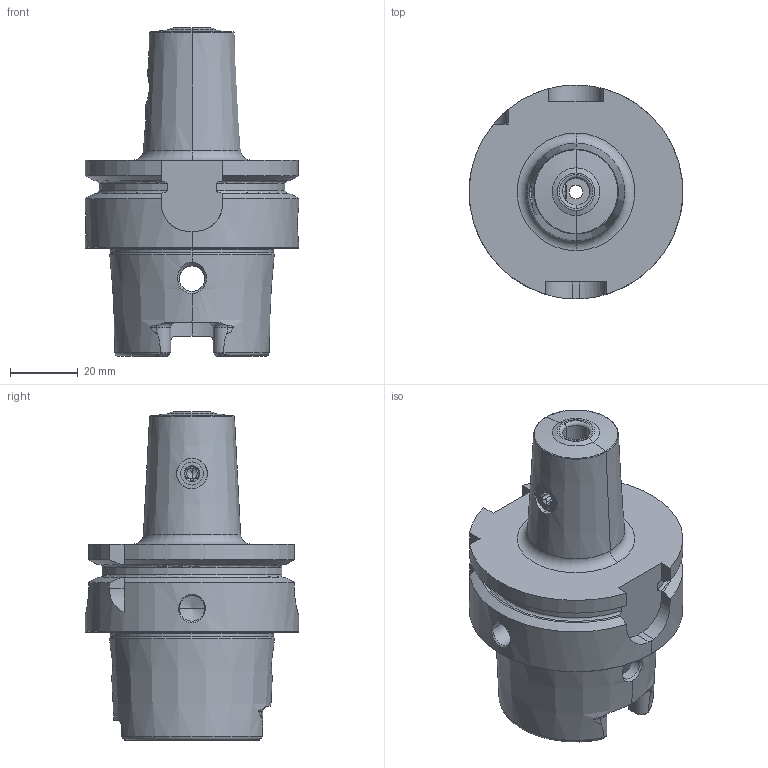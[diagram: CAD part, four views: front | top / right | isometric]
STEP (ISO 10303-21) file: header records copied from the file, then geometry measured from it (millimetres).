
FILE_DESCRIPTION((''),'2;1');
FILE_NAME('607223824-000','2019-05-29T12:10:29',('schmiedtm'),(''),'CREO PARAMETRIC BY PTC INC, 2018300','CREO PARAMETRIC BY PTC INC, 2018300','');
FILE_SCHEMA(('AUTOMOTIVE_DESIGN { 1 0 10303 214 1 1 1 1 }'));
Length unit declared in the file: millimetre
Products named in the file (1): 607223824-000
Bounding box: 63 x 63 x 96.9 mm (x, y, z)
Volume: 100643.9 mm3; surface area: 26855.7 mm2
Topology: 1 solids, 2 shells, 216 faces, 532 edges, 328 vertices
Faces by surface type: cylinder 77, plane 55, cone 54, torus 30
Entity records: 10092 total; most frequent: CARTESIAN_POINT 3206, DIRECTION 1087, ORIENTED_EDGE 1056, PRESENTATION_STYLE_ASSIGNMENT 529, STYLED_ITEM 529, CURVE_STYLE 528, EDGE_CURVE 528, AXIS2_PLACEMENT_3D 448
